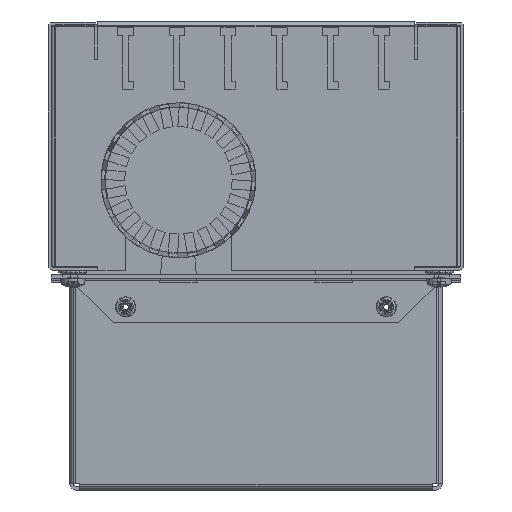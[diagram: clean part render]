
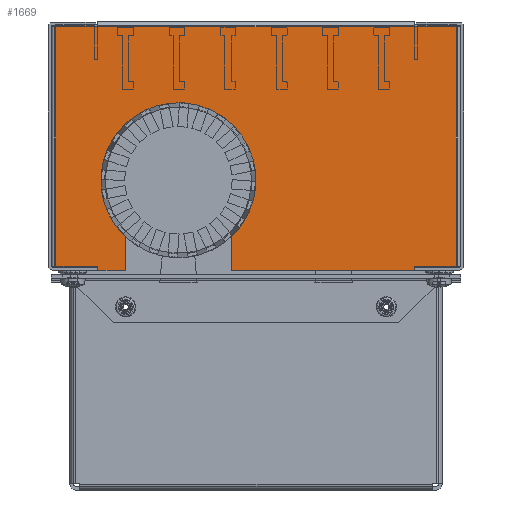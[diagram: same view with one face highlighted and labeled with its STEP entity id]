
A CAD part, front view. The second image highlights one B-rep face of the part: STEP entity #1669.
In plain terms, the highlighted face is planar.
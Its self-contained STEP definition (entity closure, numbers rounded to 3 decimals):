
#1023=DIRECTION('',(-1.,0.,0.));
#1024=VECTOR('',#1023,13.5);
#1025=CARTESIAN_POINT('',(64.5,-45.5,0.));
#1026=LINE('',#1025,#1024);
#1027=DIRECTION('',(-1.,0.,0.));
#1028=VECTOR('',#1027,13.5);
#1029=CARTESIAN_POINT('',(-51.,-45.5,0.));
#1030=LINE('',#1029,#1028);
#1031=DIRECTION('',(0.,1.,0.));
#1032=VECTOR('',#1031,1.25);
#1033=CARTESIAN_POINT('',(-51.,-46.75,0.));
#1034=LINE('',#1033,#1032);
#1035=DIRECTION('',(-1.,0.,0.));
#1036=VECTOR('',#1035,59.);
#1037=CARTESIAN_POINT('',(8.,-46.75,0.));
#1038=LINE('',#1037,#1036);
#1039=DIRECTION('',(0.,-1.,0.));
#1040=VECTOR('',#1039,29.);
#1041=CARTESIAN_POINT('',(8.,-17.75,0.));
#1042=LINE('',#1041,#1040);
#1043=CARTESIAN_POINT('',(25.,-17.75,0.));
#1044=DIRECTION('',(0.,0.,1.));
#1045=DIRECTION('',(0.,1.,0.));
#1046=AXIS2_PLACEMENT_3D('',#1043,#1044,#1045);
#1048=CARTESIAN_POINT('',(25.,-17.75,0.));
#1049=DIRECTION('',(0.,0.,1.));
#1050=DIRECTION('',(1.,0.,0.));
#1051=AXIS2_PLACEMENT_3D('',#1048,#1049,#1050);
#1053=DIRECTION('',(0.,1.,0.));
#1054=VECTOR('',#1053,29.);
#1055=CARTESIAN_POINT('',(42.,-46.75,0.));
#1056=LINE('',#1055,#1054);
#1057=DIRECTION('',(-1.,0.,0.));
#1058=VECTOR('',#1057,9.);
#1059=CARTESIAN_POINT('',(51.,-46.75,0.));
#1060=LINE('',#1059,#1058);
#1061=DIRECTION('',(0.,-1.,0.));
#1062=VECTOR('',#1061,1.25);
#1063=CARTESIAN_POINT('',(51.,-45.5,0.));
#1064=LINE('',#1063,#1062);
#1065=DIRECTION('',(0.,1.,0.));
#1066=VECTOR('',#1065,77.25);
#1067=CARTESIAN_POINT('',(64.5,-45.5,0.));
#1068=LINE('',#1067,#1066);
#1097=DIRECTION('',(-1.,0.,0.));
#1098=VECTOR('',#1097,129.);
#1099=CARTESIAN_POINT('',(64.5,31.75,0.));
#1100=LINE('',#1099,#1098);
#1329=DIRECTION('',(0.,-1.,0.));
#1330=VECTOR('',#1329,77.25);
#1331=CARTESIAN_POINT('',(-64.5,31.75,0.));
#1332=LINE('',#1331,#1330);
#1365=CARTESIAN_POINT('',(-64.5,31.75,0.));
#1367=VERTEX_POINT('',#1365);
#1378=CARTESIAN_POINT('',(-64.5,-45.5,0.));
#1380=VERTEX_POINT('',#1378);
#1387=CARTESIAN_POINT('',(51.,-46.75,0.));
#1389=VERTEX_POINT('',#1387);
#1391=CARTESIAN_POINT('',(42.,-17.75,0.));
#1393=VERTEX_POINT('',#1391);
#1397=CARTESIAN_POINT('',(8.,-46.75,0.));
#1399=VERTEX_POINT('',#1397);
#1405=CARTESIAN_POINT('',(64.5,-45.5,0.));
#1406=CARTESIAN_POINT('',(51.,-45.5,0.));
#1407=VERTEX_POINT('',#1405);
#1408=VERTEX_POINT('',#1406);
#1423=CARTESIAN_POINT('',(25.,-0.75,0.));
#1424=VERTEX_POINT('',#1423);
#1425=CARTESIAN_POINT('',(64.5,31.75,0.));
#1426=VERTEX_POINT('',#1425);
#1435=CARTESIAN_POINT('',(-51.,-46.75,0.));
#1436=CARTESIAN_POINT('',(-51.,-45.5,0.));
#1437=VERTEX_POINT('',#1435);
#1438=VERTEX_POINT('',#1436);
#1449=CARTESIAN_POINT('',(8.,-17.75,0.));
#1450=VERTEX_POINT('',#1449);
#1453=CARTESIAN_POINT('',(42.,-46.75,0.));
#1454=VERTEX_POINT('',#1453);
#1638=CARTESIAN_POINT('',(25.,-17.75,0.));
#1639=DIRECTION('',(0.,0.,1.));
#1640=DIRECTION('',(0.,-1.,0.));
#1641=AXIS2_PLACEMENT_3D('',#1638,#1639,#1640);
#1642=PLANE('',#1641);
#1643=ORIENTED_EDGE('',*,*,#1619,.F.);
#1645=ORIENTED_EDGE('',*,*,#1644,.T.);
#1647=ORIENTED_EDGE('',*,*,#1646,.T.);
#1649=ORIENTED_EDGE('',*,*,#1648,.T.);
#1651=ORIENTED_EDGE('',*,*,#1650,.F.);
#1653=ORIENTED_EDGE('',*,*,#1652,.F.);
#1655=ORIENTED_EDGE('',*,*,#1654,.F.);
#1657=ORIENTED_EDGE('',*,*,#1656,.F.);
#1659=ORIENTED_EDGE('',*,*,#1658,.F.);
#1661=ORIENTED_EDGE('',*,*,#1660,.F.);
#1663=ORIENTED_EDGE('',*,*,#1662,.F.);
#1665=ORIENTED_EDGE('',*,*,#1664,.F.);
#1666=ORIENTED_EDGE('',*,*,#1631,.F.);
#1667=EDGE_LOOP('',(#1643,#1645,#1647,#1649,#1651,#1653,#1655,#1657,#1659,#1661,
#1663,#1665,#1666));
#1668=FACE_OUTER_BOUND('',#1667,.F.);
#1047=CIRCLE('',#1046,17.);
#1052=CIRCLE('',#1051,17.);
#1619=EDGE_CURVE('',#1407,#1408,#1026,.T.);
#1631=EDGE_CURVE('',#1408,#1389,#1064,.T.);
#1644=EDGE_CURVE('',#1407,#1426,#1068,.T.);
#1646=EDGE_CURVE('',#1426,#1367,#1100,.T.);
#1648=EDGE_CURVE('',#1367,#1380,#1332,.T.);
#1650=EDGE_CURVE('',#1438,#1380,#1030,.T.);
#1652=EDGE_CURVE('',#1437,#1438,#1034,.T.);
#1654=EDGE_CURVE('',#1399,#1437,#1038,.T.);
#1656=EDGE_CURVE('',#1450,#1399,#1042,.T.);
#1658=EDGE_CURVE('',#1424,#1450,#1047,.T.);
#1660=EDGE_CURVE('',#1393,#1424,#1052,.T.);
#1662=EDGE_CURVE('',#1454,#1393,#1056,.T.);
#1664=EDGE_CURVE('',#1389,#1454,#1060,.T.);
#1669=ADVANCED_FACE('',(#1668),#1642,.F.);
